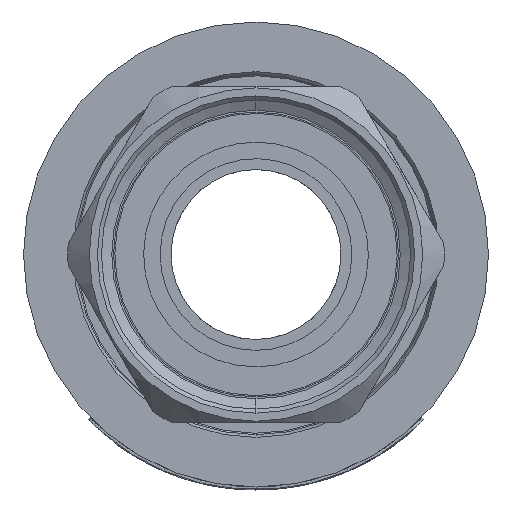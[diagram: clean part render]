
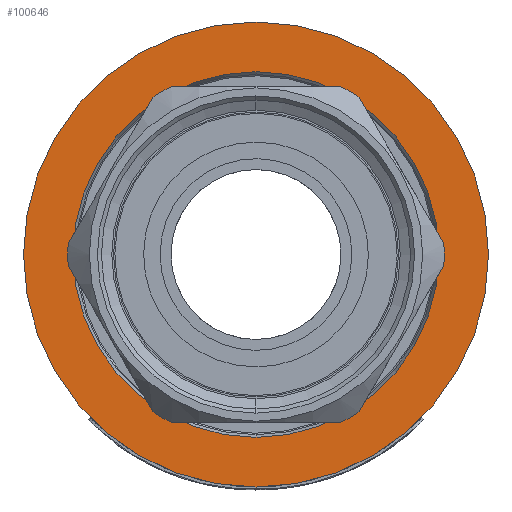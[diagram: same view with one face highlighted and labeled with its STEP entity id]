
A CAD part, left-side view. The second image highlights one B-rep face of the part: STEP entity #100646.
In plain terms, the highlighted planar face has unit normal (-1, 0, 0).
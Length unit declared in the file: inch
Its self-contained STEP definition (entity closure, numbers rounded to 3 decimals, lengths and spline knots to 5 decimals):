
#882 = DIRECTION ( 'NONE',  ( -1., 0., 0. ) ) ;
#8208 = EDGE_CURVE ( 'NONE', #44165, #68224, #94735, .T. ) ;
#12358 = FACE_BOUND ( 'NONE', #20904, .T. ) ;
#13603 = CARTESIAN_POINT ( 'NONE',  ( 0., 0., 0. ) ) ;
#14207 = AXIS2_PLACEMENT_3D ( 'NONE', #115630, #23502, #76263 ) ;
#20904 = EDGE_LOOP ( 'NONE', ( #43831, #24382 ) ) ;
#23502 = DIRECTION ( 'NONE',  ( 1., 0., 0. ) ) ;
#24382 = ORIENTED_EDGE ( 'NONE', *, *, #8208, .T. ) ;
#24419 = DIRECTION ( 'NONE',  ( 0., 0., -1. ) ) ;
#27856 = AXIS2_PLACEMENT_3D ( 'NONE', #71076, #109248, #118801 ) ;
#31986 = FACE_OUTER_BOUND ( 'NONE', #54997, .T. ) ;
#40757 = CARTESIAN_POINT ( 'NONE',  ( 0., 0., 0. ) ) ;
#43831 = ORIENTED_EDGE ( 'NONE', *, *, #114887, .T. ) ;
#44165 = VERTEX_POINT ( 'NONE', #118577 ) ;
#46505 = ORIENTED_EDGE ( 'NONE', *, *, #76878, .F. ) ;
#46749 = DIRECTION ( 'NONE',  ( 1., 0., 0. ) ) ;
#51021 = CIRCLE ( 'NONE', #14207, 0.68019 ) ;
#54997 = EDGE_LOOP ( 'NONE', ( #46505, #103885 ) ) ;
#62758 = CARTESIAN_POINT ( 'NONE',  ( 0., 0., 0.68019 ) ) ;
#67282 = VERTEX_POINT ( 'NONE', #107081 ) ;
#68224 = VERTEX_POINT ( 'NONE', #62758 ) ;
#68541 = EDGE_CURVE ( 'NONE', #119542, #67282, #125202, .T. ) ;
#71076 = CARTESIAN_POINT ( 'NONE',  ( 0., 0., 0. ) ) ;
#76263 = DIRECTION ( 'NONE',  ( 0., 0., -1. ) ) ;
#76878 = EDGE_CURVE ( 'NONE', #67282, #119542, #106673, .T. ) ;
#80689 = DIRECTION ( 'NONE',  ( 0., 0., -1. ) ) ;
#84959 = AXIS2_PLACEMENT_3D ( 'NONE', #40757, #113205, #80689 ) ;
#86042 = PLANE ( 'NONE',  #96697 ) ;
#94735 = CIRCLE ( 'NONE', #129459, 0.68019 ) ;
#96697 = AXIS2_PLACEMENT_3D ( 'NONE', #127502, #882, #125459 ) ;
#100646 = ADVANCED_FACE ( 'NONE', ( #12358, #31986 ), #86042, .T. ) ;
#103885 = ORIENTED_EDGE ( 'NONE', *, *, #68541, .F. ) ;
#105183 = CARTESIAN_POINT ( 'NONE',  ( 0., 0., 0.865 ) ) ;
#106673 = CIRCLE ( 'NONE', #84959, 0.865 ) ;
#107081 = CARTESIAN_POINT ( 'NONE',  ( 0., 0., -0.865 ) ) ;
#109248 = DIRECTION ( 'NONE',  ( 1., 0., 0. ) ) ;
#113205 = DIRECTION ( 'NONE',  ( 1., 0., 0. ) ) ;
#114887 = EDGE_CURVE ( 'NONE', #68224, #44165, #51021, .T. ) ;
#115630 = CARTESIAN_POINT ( 'NONE',  ( 0., 0., 0. ) ) ;
#118577 = CARTESIAN_POINT ( 'NONE',  ( 0., 0., -0.68019 ) ) ;
#118801 = DIRECTION ( 'NONE',  ( 0., 0., -1. ) ) ;
#119542 = VERTEX_POINT ( 'NONE', #105183 ) ;
#125202 = CIRCLE ( 'NONE', #27856, 0.865 ) ;
#125459 = DIRECTION ( 'NONE',  ( 0., 0., 1. ) ) ;
#127502 = CARTESIAN_POINT ( 'NONE',  ( 0., 0.865, 0. ) ) ;
#129459 = AXIS2_PLACEMENT_3D ( 'NONE', #13603, #46749, #24419 ) ;
